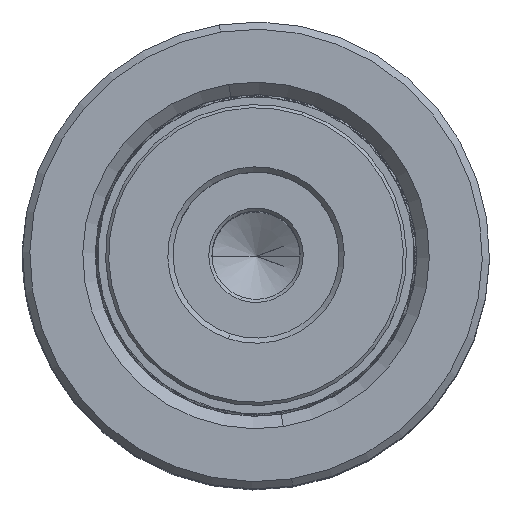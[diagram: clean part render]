
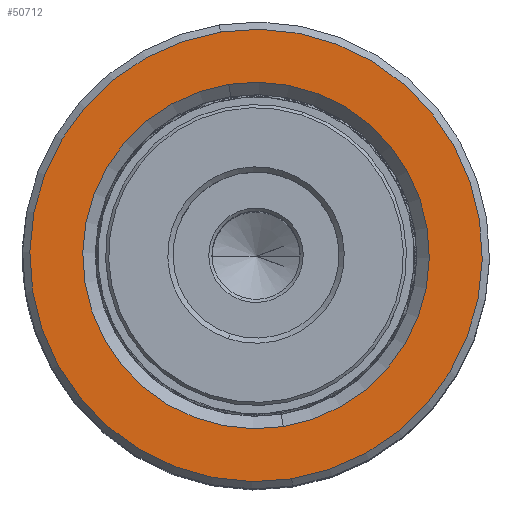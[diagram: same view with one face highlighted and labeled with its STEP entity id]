
A CAD part, top view. The second image highlights one B-rep face of the part: STEP entity #50712.
In plain terms, the highlighted planar face has unit normal (0, 0, 1).
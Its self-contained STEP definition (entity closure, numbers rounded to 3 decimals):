
#1454 = EDGE_LOOP ( 'NONE', ( #19427, #28403 ) ) ;
#2177 = DIRECTION ( 'NONE',  ( 1., 0., 0. ) ) ;
#5583 = AXIS2_PLACEMENT_3D ( 'NONE', #9017, #25501, #17865 ) ;
#5950 = PLANE ( 'NONE',  #44233 ) ;
#8517 = EDGE_LOOP ( 'NONE', ( #50758, #49898 ) ) ;
#8867 = CARTESIAN_POINT ( 'NONE',  ( -21.8, 0., 60. ) ) ;
#9017 = CARTESIAN_POINT ( 'NONE',  ( 0., 0., 60. ) ) ;
#9769 = CARTESIAN_POINT ( 'NONE',  ( 0., 0., 60. ) ) ;
#13013 = EDGE_CURVE ( 'NONE', #51203, #29519, #22687, .T. ) ;
#16673 = AXIS2_PLACEMENT_3D ( 'NONE', #39530, #19684, #23399 ) ;
#17438 = VERTEX_POINT ( 'NONE', #34774 ) ;
#17462 = DIRECTION ( 'NONE',  ( 0., 0., 1. ) ) ;
#17463 = DIRECTION ( 'NONE',  ( 1., 0., 0. ) ) ;
#17865 = DIRECTION ( 'NONE',  ( 1., 0., 0. ) ) ;
#18945 = AXIS2_PLACEMENT_3D ( 'NONE', #42269, #41761, #17463 ) ;
#19279 = VERTEX_POINT ( 'NONE', #8867 ) ;
#19427 = ORIENTED_EDGE ( 'NONE', *, *, #13013, .T. ) ;
#19684 = DIRECTION ( 'NONE',  ( 0., 0., -1. ) ) ;
#20074 = CIRCLE ( 'NONE', #18945, 21.8 ) ;
#22687 = CIRCLE ( 'NONE', #5583, 16.7 ) ;
#23399 = DIRECTION ( 'NONE',  ( 1., 0., 0. ) ) ;
#25501 = DIRECTION ( 'NONE',  ( 0., 0., -1. ) ) ;
#28403 = ORIENTED_EDGE ( 'NONE', *, *, #46916, .T. ) ;
#28990 = FACE_OUTER_BOUND ( 'NONE', #8517, .T. ) ;
#29519 = VERTEX_POINT ( 'NONE', #34295 ) ;
#34066 = DIRECTION ( 'NONE',  ( 0., 0., 1. ) ) ;
#34295 = CARTESIAN_POINT ( 'NONE',  ( -16.7, 0., 60. ) ) ;
#34774 = CARTESIAN_POINT ( 'NONE',  ( 21.8, 0., 60. ) ) ;
#37224 = EDGE_CURVE ( 'NONE', #19279, #17438, #20074, .T. ) ;
#37843 = DIRECTION ( 'NONE',  ( 1., 0., 0. ) ) ;
#39530 = CARTESIAN_POINT ( 'NONE',  ( 0., 0., 60. ) ) ;
#41010 = FACE_BOUND ( 'NONE', #1454, .T. ) ;
#41695 = CARTESIAN_POINT ( 'NONE',  ( 16.7, 0., 60. ) ) ;
#41761 = DIRECTION ( 'NONE',  ( 0., 0., 1. ) ) ;
#42269 = CARTESIAN_POINT ( 'NONE',  ( 0., 0., 60. ) ) ;
#44233 = AXIS2_PLACEMENT_3D ( 'NONE', #49693, #17462, #37843 ) ;
#46024 = CIRCLE ( 'NONE', #50659, 21.8 ) ;
#46916 = EDGE_CURVE ( 'NONE', #29519, #51203, #51316, .T. ) ;
#49693 = CARTESIAN_POINT ( 'NONE',  ( 0., 0., 60. ) ) ;
#49898 = ORIENTED_EDGE ( 'NONE', *, *, #51294, .T. ) ;
#50659 = AXIS2_PLACEMENT_3D ( 'NONE', #9769, #34066, #2177 ) ;
#50712 = ADVANCED_FACE ( 'NONE', ( #28990, #41010 ), #5950, .T. ) ;
#50758 = ORIENTED_EDGE ( 'NONE', *, *, #37224, .T. ) ;
#51203 = VERTEX_POINT ( 'NONE', #41695 ) ;
#51294 = EDGE_CURVE ( 'NONE', #17438, #19279, #46024, .T. ) ;
#51316 = CIRCLE ( 'NONE', #16673, 16.7 ) ;
